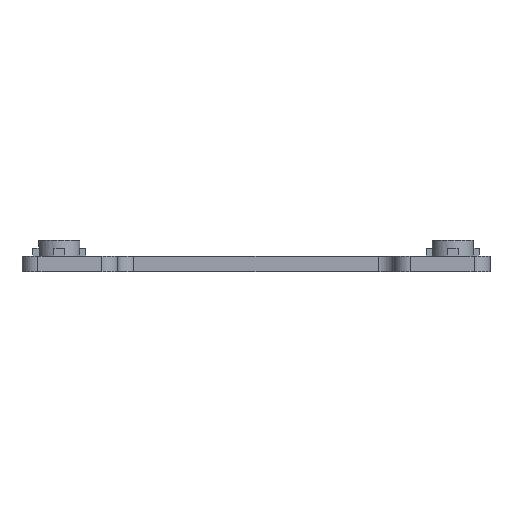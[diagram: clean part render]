
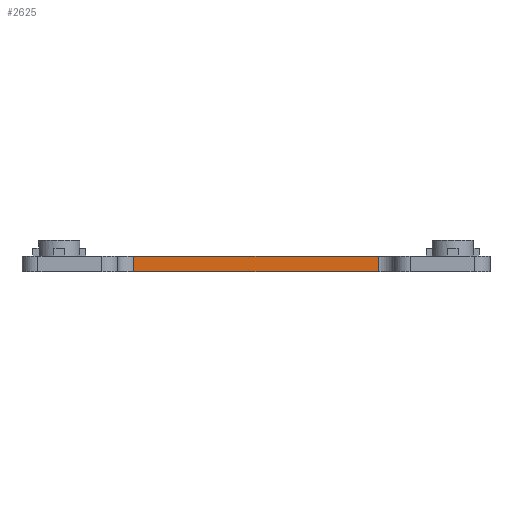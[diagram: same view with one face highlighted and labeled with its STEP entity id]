
A CAD part, front view. The second image highlights one B-rep face of the part: STEP entity #2625.
In plain terms, the highlighted face is planar.
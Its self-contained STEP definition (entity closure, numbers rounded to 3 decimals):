
#325=FACE_OUTER_BOUND('',#499,.T.);
#499=EDGE_LOOP('',(#2315,#2316,#2317,#2318));
#687=LINE('',#4077,#947);
#738=LINE('',#4335,#998);
#773=LINE('',#4406,#1033);
#774=LINE('',#4407,#1034);
#947=VECTOR('',#3259,1000.);
#998=VECTOR('',#3532,1000.);
#1033=VECTOR('',#3611,1000.);
#1034=VECTOR('',#3612,1000.);
#1189=VERTEX_POINT('',#4074);
#1190=VERTEX_POINT('',#4076);
#1285=VERTEX_POINT('',#4332);
#1286=VERTEX_POINT('',#4334);
#1486=EDGE_CURVE('',#1189,#1190,#687,.T.);
#1620=EDGE_CURVE('',#1286,#1285,#738,.T.);
#1663=EDGE_CURVE('',#1189,#1286,#773,.T.);
#1664=EDGE_CURVE('',#1285,#1190,#774,.T.);
#2315=ORIENTED_EDGE('',*,*,#1486,.F.);
#2316=ORIENTED_EDGE('',*,*,#1663,.T.);
#2317=ORIENTED_EDGE('',*,*,#1620,.T.);
#2318=ORIENTED_EDGE('',*,*,#1664,.T.);
#2514=PLANE('',#2890);
#2625=ADVANCED_FACE('',(#325),#2514,.F.);
#2890=AXIS2_PLACEMENT_3D('',#4405,#3609,#3610);
#3259=DIRECTION('',(0.,0.,-1.));
#3532=DIRECTION('',(0.,0.,-1.));
#3609=DIRECTION('center_axis',(-1.,0.,0.));
#3610=DIRECTION('ref_axis',(0.,0.,1.));
#3611=DIRECTION('',(0.,-1.,0.));
#3612=DIRECTION('',(0.,1.,0.));
#4074=CARTESIAN_POINT('',(19.,3.,23.));
#4076=CARTESIAN_POINT('',(19.,3.,-23.));
#4077=CARTESIAN_POINT('',(19.,3.,-26.));
#4332=CARTESIAN_POINT('',(19.,0.,-23.));
#4334=CARTESIAN_POINT('',(19.,0.,23.));
#4335=CARTESIAN_POINT('',(19.,0.,-26.));
#4405=CARTESIAN_POINT('Origin',(19.,3.,-26.));
#4406=CARTESIAN_POINT('',(19.,0.,23.));
#4407=CARTESIAN_POINT('',(19.,3.,-23.));
